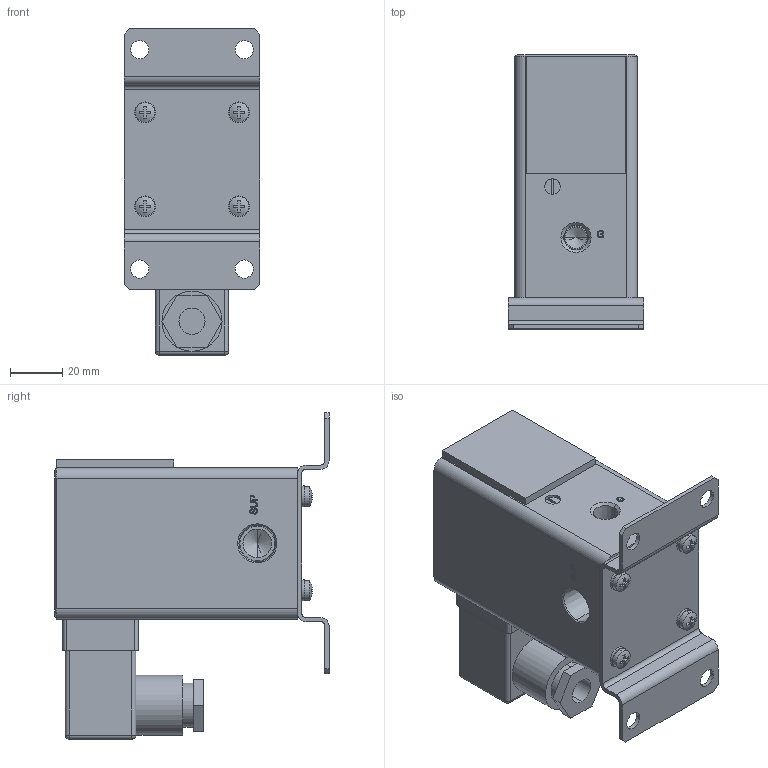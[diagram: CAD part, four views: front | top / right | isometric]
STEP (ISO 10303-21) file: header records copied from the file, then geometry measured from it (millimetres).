
FILE_DESCRIPTION (( 'STEP AP214' ), '1' );
FILE_NAME ('IT2030-F02B.step.step', '2018-07-09T15:09:30', ( '' ), ( '' ), 'SwSTEP 2.0', 'SolidWorks 2018', '' );
FILE_SCHEMA (( 'AUTOMOTIVE_DESIGN' ));
Length unit declared in the file: millimetre
Products named in the file (3): IT2030-F02B.step_IT4013 Bracket; IT2030-F02B.step; IT2030-F02B.step_IT4013 Body_200
Assembly tree (2 placements, depth 2):
  IT2030-F02B.step
    IT2030-F02B.step_IT4013 Body_200
    IT2030-F02B.step_IT4013 Bracket
Bounding box: 52 x 105 x 125 mm (x, y, z)
Volume: 304468.2 mm3; surface area: 48204.1 mm2
Topology: 2 solids, 2 shells, 410 faces, 1038 edges, 662 vertices
Faces by surface type: plane 216, cylinder 96, bspline 46, cone 44, sphere 8
Entity records: 17764 total; most frequent: CARTESIAN_POINT 5073, ORIENTED_EDGE 2020, DIRECTION 1936, EDGE_CURVE 1010, VERTEX_POINT 658, AXIS2_PLACEMENT_3D 649, LINE 638, VECTOR 638
